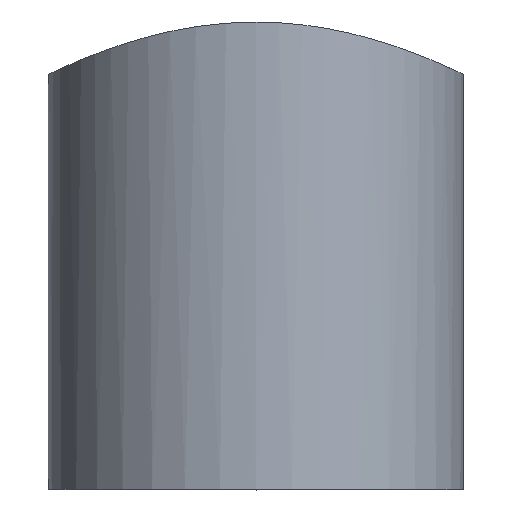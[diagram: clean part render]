
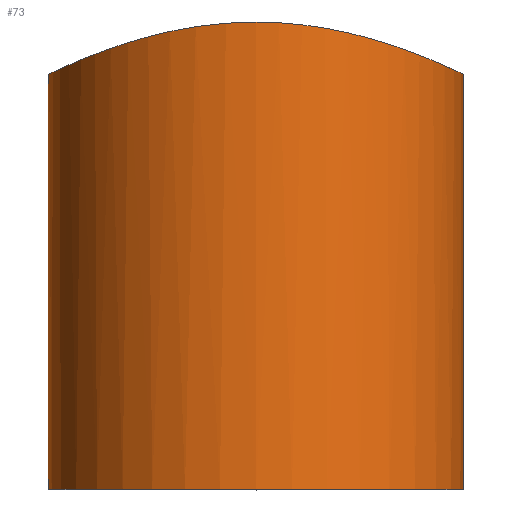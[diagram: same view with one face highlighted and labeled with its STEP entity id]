
A CAD part, top view. The second image highlights one B-rep face of the part: STEP entity #73.
In plain terms, the highlighted cylindrical face has radius 10 mm (diameter 20 mm), a full revolution.
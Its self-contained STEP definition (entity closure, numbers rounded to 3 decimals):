
#17=CIRCLE('',#102,10.);
#19=LINE('',#204,#21);
#21=VECTOR('',#115,10.);
#26=FACE_OUTER_BOUND('',#31,.T.);
#31=EDGE_LOOP('',(#61,#62,#63,#64,#65));
#34=B_SPLINE_CURVE_WITH_KNOTS('',3,(#124,#125,#126,#127,#128,#129,#130,
#131,#132,#133,#134,#135,#136,#137,#138,#139,#140,#141,#142,#143,#144,#145,
#146,#147,#148,#149),.UNSPECIFIED.,.F.,.F.,(4,2,2,2,2,2,2,2,2,2,2,2,4),
(0.,0.384,0.768,1.151,1.534,
1.917,2.3,2.684,3.067,3.451,
3.835,4.218,4.601),.UNSPECIFIED.);
#35=B_SPLINE_CURVE_WITH_KNOTS('',3,(#150,#151,#152,#153,#154,#155,#156,
#157,#158,#159),.UNSPECIFIED.,.F.,.F.,(4,2,2,2,4),(4.601,4.984,
5.367,5.751,6.135),.UNSPECIFIED.);
#38=VERTEX_POINT('',#122);
#39=VERTEX_POINT('',#123);
#43=VERTEX_POINT('',#203);
#44=EDGE_CURVE('',#38,#39,#34,.T.);
#45=EDGE_CURVE('',#39,#38,#35,.T.);
#50=EDGE_CURVE('',#39,#43,#19,.T.);
#51=EDGE_CURVE('',#43,#43,#17,.T.);
#61=ORIENTED_EDGE('',*,*,#44,.T.);
#62=ORIENTED_EDGE('',*,*,#50,.T.);
#63=ORIENTED_EDGE('',*,*,#51,.T.);
#64=ORIENTED_EDGE('',*,*,#50,.F.);
#65=ORIENTED_EDGE('',*,*,#45,.T.);
#70=CYLINDRICAL_SURFACE('',#101,10.);
#73=ADVANCED_FACE('',(#26),#70,.T.);
#101=AXIS2_PLACEMENT_3D('',#202,#113,#114);
#102=AXIS2_PLACEMENT_3D('',#205,#116,#117);
#113=DIRECTION('center_axis',(0.,1.,0.));
#114=DIRECTION('ref_axis',(-1.,0.,0.));
#115=DIRECTION('',(0.,-1.,0.));
#116=DIRECTION('center_axis',(0.,1.,0.));
#117=DIRECTION('ref_axis',(-1.,0.,0.));
#122=CARTESIAN_POINT('',(0.,22.507,10.));
#123=CARTESIAN_POINT('',(10.,20.,0.));
#124=CARTESIAN_POINT('Ctrl Pts',(0.,22.507,
10.));
#125=CARTESIAN_POINT('Ctrl Pts',(-1.279,22.507,10.));
#126=CARTESIAN_POINT('Ctrl Pts',(-2.627,22.361,9.74));
#127=CARTESIAN_POINT('Ctrl Pts',(-5.083,21.865,8.714));
#128=CARTESIAN_POINT('Ctrl Pts',(-6.193,21.525,7.949));
#129=CARTESIAN_POINT('Ctrl Pts',(-7.947,20.904,6.195));
#130=CARTESIAN_POINT('Ctrl Pts',(-8.714,20.581,5.084));
#131=CARTESIAN_POINT('Ctrl Pts',(-9.741,20.126,2.625));
#132=CARTESIAN_POINT('Ctrl Pts',(-10.,20.,1.277));
#133=CARTESIAN_POINT('Ctrl Pts',(-10.,20.,-1.277));
#134=CARTESIAN_POINT('Ctrl Pts',(-9.741,20.126,-2.625));
#135=CARTESIAN_POINT('Ctrl Pts',(-8.714,20.581,-5.084));
#136=CARTESIAN_POINT('Ctrl Pts',(-7.947,20.904,-6.195));
#137=CARTESIAN_POINT('Ctrl Pts',(-6.193,21.525,-7.949));
#138=CARTESIAN_POINT('Ctrl Pts',(-5.083,21.865,-8.714));
#139=CARTESIAN_POINT('Ctrl Pts',(-2.627,22.361,-9.74));
#140=CARTESIAN_POINT('Ctrl Pts',(-1.279,22.507,-10.));
#141=CARTESIAN_POINT('Ctrl Pts',(1.279,22.507,-10.));
#142=CARTESIAN_POINT('Ctrl Pts',(2.627,22.361,-9.74));
#143=CARTESIAN_POINT('Ctrl Pts',(5.083,21.865,-8.714));
#144=CARTESIAN_POINT('Ctrl Pts',(6.193,21.525,-7.949));
#145=CARTESIAN_POINT('Ctrl Pts',(7.947,20.904,-6.195));
#146=CARTESIAN_POINT('Ctrl Pts',(8.714,20.581,-5.084));
#147=CARTESIAN_POINT('Ctrl Pts',(9.741,20.126,-2.625));
#148=CARTESIAN_POINT('Ctrl Pts',(10.,20.,-1.277));
#149=CARTESIAN_POINT('Ctrl Pts',(10.,20.,0.));
#150=CARTESIAN_POINT('Ctrl Pts',(10.,20.,0.));
#151=CARTESIAN_POINT('Ctrl Pts',(10.,20.,1.277));
#152=CARTESIAN_POINT('Ctrl Pts',(9.741,20.126,2.625));
#153=CARTESIAN_POINT('Ctrl Pts',(8.714,20.581,5.084));
#154=CARTESIAN_POINT('Ctrl Pts',(7.947,20.904,6.195));
#155=CARTESIAN_POINT('Ctrl Pts',(6.193,21.525,7.949));
#156=CARTESIAN_POINT('Ctrl Pts',(5.083,21.865,8.714));
#157=CARTESIAN_POINT('Ctrl Pts',(2.627,22.361,9.74));
#158=CARTESIAN_POINT('Ctrl Pts',(1.279,22.507,10.));
#159=CARTESIAN_POINT('Ctrl Pts',(0.,22.507,
10.));
#202=CARTESIAN_POINT('Origin',(0.,0.,0.));
#203=CARTESIAN_POINT('',(10.,0.,0.));
#204=CARTESIAN_POINT('',(10.,0.,0.));
#205=CARTESIAN_POINT('Origin',(0.,0.,0.));
